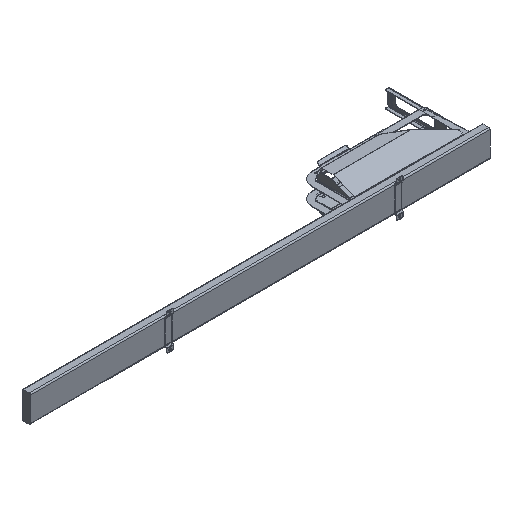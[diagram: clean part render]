
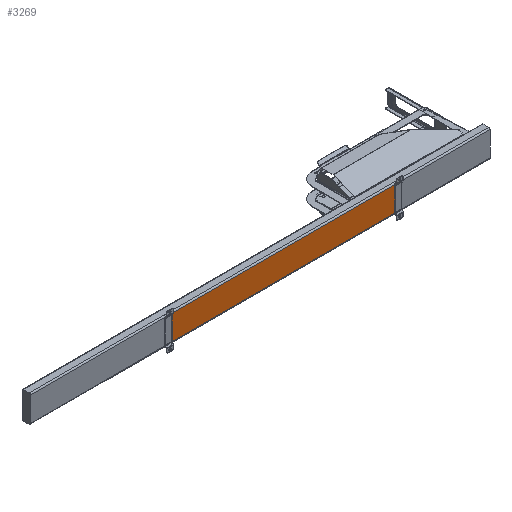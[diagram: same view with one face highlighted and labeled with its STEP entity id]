
A CAD part, isometric view. The second image highlights one B-rep face of the part: STEP entity #3269.
In plain terms, the highlighted planar face has unit normal (0, -1, 0).
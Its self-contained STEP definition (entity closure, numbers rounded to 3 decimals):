
#30 = EDGE_CURVE ( 'NONE', #26695, #24023, #24997, .T. ) ;
#222 = ORIENTED_EDGE ( 'NONE', *, *, #30, .F. ) ;
#751 = EDGE_LOOP ( 'NONE', ( #23578, #222, #6837, #19881 ) ) ;
#885 = EDGE_CURVE ( 'NONE', #26695, #22632, #8573, .T. ) ;
#1037 = EDGE_CURVE ( 'NONE', #27731, #22632, #10186, .T. ) ;
#2478 = CARTESIAN_POINT ( 'NONE',  ( 758.543, 302.668, 365.644 ) ) ;
#3269 = ADVANCED_FACE ( 'NONE', ( #11550 ), #13396, .F. ) ;
#4477 = CARTESIAN_POINT ( 'NONE',  ( 1111.043, 302.668, 363.144 ) ) ;
#5156 = DIRECTION ( 'NONE',  ( -1., 0., 0. ) ) ;
#6384 = CARTESIAN_POINT ( 'NONE',  ( 758.543, 302.668, 454.144 ) ) ;
#6762 = CARTESIAN_POINT ( 'NONE',  ( -66.457, 302.668, 363.144 ) ) ;
#6837 = ORIENTED_EDGE ( 'NONE', *, *, #885, .T. ) ;
#7898 = VECTOR ( 'NONE', #5156, 1000. ) ;
#8573 = LINE ( 'NONE', #9411, #7898 ) ;
#9411 = CARTESIAN_POINT ( 'NONE',  ( 1111.043, 302.668, 454.144 ) ) ;
#9927 = VECTOR ( 'NONE', #21986, 1000. ) ;
#10186 = LINE ( 'NONE', #23969, #28382 ) ;
#10621 = LINE ( 'NONE', #4477, #13669 ) ;
#11401 = CARTESIAN_POINT ( 'NONE',  ( -66.457, 302.668, 454.144 ) ) ;
#11550 = FACE_OUTER_BOUND ( 'NONE', #751, .T. ) ;
#11785 = DIRECTION ( 'NONE',  ( 1., 0., 0. ) ) ;
#12639 = DIRECTION ( 'NONE',  ( 0., 0., 1. ) ) ;
#13396 = PLANE ( 'NONE',  #19217 ) ;
#13669 = VECTOR ( 'NONE', #21829, 1000. ) ;
#13798 = CARTESIAN_POINT ( 'NONE',  ( 758.543, 302.668, 363.144 ) ) ;
#14093 = DIRECTION ( 'NONE',  ( 0., 1., 0. ) ) ;
#15634 = CARTESIAN_POINT ( 'NONE',  ( 1111.043, 302.668, 451.912 ) ) ;
#19217 = AXIS2_PLACEMENT_3D ( 'NONE', #15634, #14093, #11785 ) ;
#19881 = ORIENTED_EDGE ( 'NONE', *, *, #1037, .F. ) ;
#21829 = DIRECTION ( 'NONE',  ( 1., 0., 0. ) ) ;
#21986 = DIRECTION ( 'NONE',  ( 0., 0., -1. ) ) ;
#22632 = VERTEX_POINT ( 'NONE', #11401 ) ;
#23578 = ORIENTED_EDGE ( 'NONE', *, *, #24670, .T. ) ;
#23969 = CARTESIAN_POINT ( 'NONE',  ( -66.457, 302.668, 451.644 ) ) ;
#24023 = VERTEX_POINT ( 'NONE', #13798 ) ;
#24670 = EDGE_CURVE ( 'NONE', #27731, #24023, #10621, .T. ) ;
#24997 = LINE ( 'NONE', #2478, #9927 ) ;
#26695 = VERTEX_POINT ( 'NONE', #6384 ) ;
#27731 = VERTEX_POINT ( 'NONE', #6762 ) ;
#28382 = VECTOR ( 'NONE', #12639, 1000. ) ;
